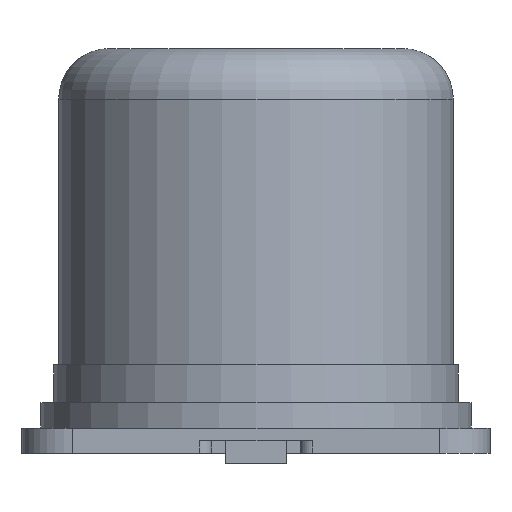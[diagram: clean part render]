
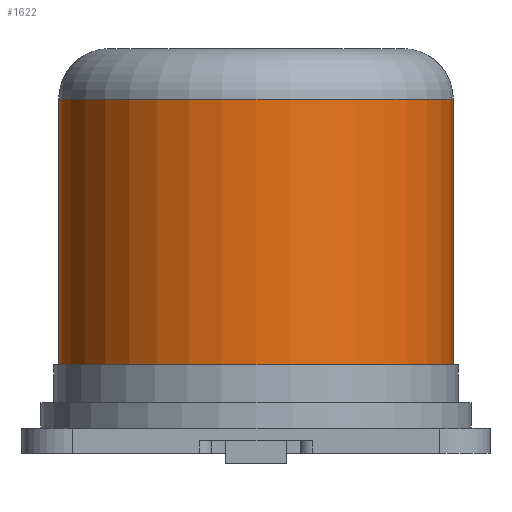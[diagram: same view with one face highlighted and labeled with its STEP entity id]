
A CAD part, left-side view. The second image highlights one B-rep face of the part: STEP entity #1622.
In plain terms, the highlighted cylindrical face has radius 1.981 mm (diameter 3.962 mm), a partial arc.
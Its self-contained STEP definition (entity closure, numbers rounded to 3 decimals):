
#1579 = VERTEX_POINT('',#1580);
#1580 = CARTESIAN_POINT('',(-3.175,1.982,0.993));
#1598 = VERTEX_POINT('',#1599);
#1599 = CARTESIAN_POINT('',(-3.175,-1.98,0.993));
#1605 = EDGE_CURVE('',#1579,#1598,#1606,.T.);
#1606 = CIRCLE('',#1607,1.981);
#1607 = AXIS2_PLACEMENT_3D('',#1608,#1609,#1610);
#1608 = CARTESIAN_POINT('',(-3.175,0.001,0.993));
#1609 = DIRECTION('',(0.,0.,1.));
#1610 = DIRECTION('',(0.,-1.,0.));
#1622 = ADVANCED_FACE('',(#1623),#1649,.T.);
#1623 = FACE_BOUND('',#1624,.T.);
#1624 = EDGE_LOOP('',(#1625,#1633,#1642,#1648));
#1625 = ORIENTED_EDGE('',*,*,#1626,.T.);
#1626 = EDGE_CURVE('',#1598,#1627,#1629,.T.);
#1627 = VERTEX_POINT('',#1628);
#1628 = CARTESIAN_POINT('',(-3.175,-1.98,3.66));
#1629 = LINE('',#1630,#1631);
#1630 = CARTESIAN_POINT('',(-3.175,-1.98,0.993));
#1631 = VECTOR('',#1632,1.);
#1632 = DIRECTION('',(0.,0.,1.));
#1633 = ORIENTED_EDGE('',*,*,#1634,.T.);
#1634 = EDGE_CURVE('',#1627,#1635,#1637,.T.);
#1635 = VERTEX_POINT('',#1636);
#1636 = CARTESIAN_POINT('',(-3.175,1.982,3.66));
#1637 = CIRCLE('',#1638,1.981);
#1638 = AXIS2_PLACEMENT_3D('',#1639,#1640,#1641);
#1639 = CARTESIAN_POINT('',(-3.175,0.001,3.66));
#1640 = DIRECTION('',(0.,0.,-1.));
#1641 = DIRECTION('',(0.,-1.,0.));
#1642 = ORIENTED_EDGE('',*,*,#1643,.F.);
#1643 = EDGE_CURVE('',#1579,#1635,#1644,.T.);
#1644 = LINE('',#1645,#1646);
#1645 = CARTESIAN_POINT('',(-3.175,1.982,0.993));
#1646 = VECTOR('',#1647,1.);
#1647 = DIRECTION('',(0.,0.,1.));
#1648 = ORIENTED_EDGE('',*,*,#1605,.T.);
#1649 = CYLINDRICAL_SURFACE('',#1650,1.981);
#1650 = AXIS2_PLACEMENT_3D('',#1651,#1652,#1653);
#1651 = CARTESIAN_POINT('',(-3.175,0.001,0.993));
#1652 = DIRECTION('',(0.,0.,1.));
#1653 = DIRECTION('',(0.,-1.,0.));
